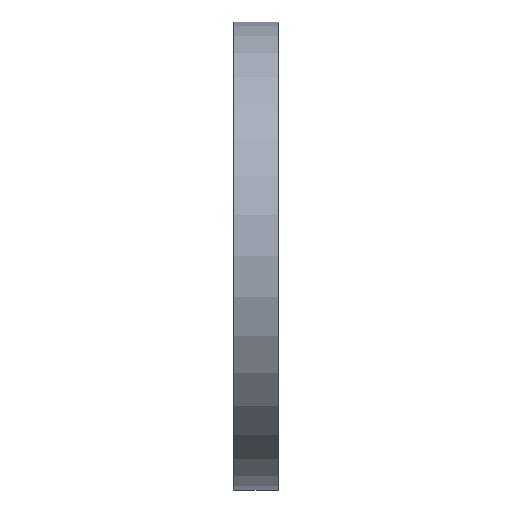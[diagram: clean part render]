
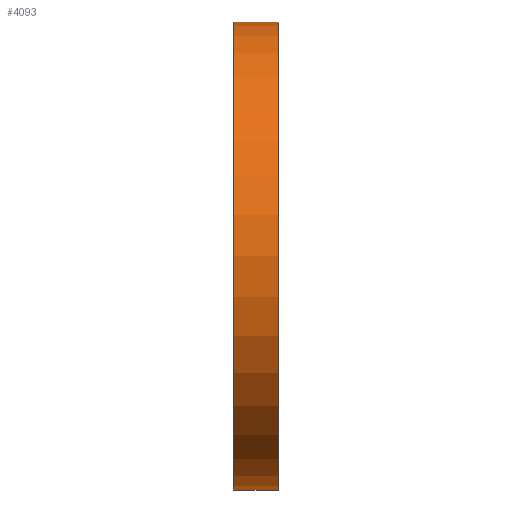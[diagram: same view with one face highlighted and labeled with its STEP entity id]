
A CAD part, left-side view. The second image highlights one B-rep face of the part: STEP entity #4093.
In plain terms, the highlighted cylindrical face has radius 126.6 mm (diameter 253.2 mm), a partial arc.
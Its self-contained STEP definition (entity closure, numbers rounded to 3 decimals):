
#694 = CARTESIAN_POINT ( 'NONE',  ( 0., 0.3, 126.6 ) ) ;
#842 = CARTESIAN_POINT ( 'NONE',  ( 0., 24.3, 126.6 ) ) ;
#856 = CARTESIAN_POINT ( 'NONE',  ( 0., 24.3, -126.6 ) ) ;
#866 = CARTESIAN_POINT ( 'NONE',  ( 0., 0.3, -126.6 ) ) ;
#2172 = CARTESIAN_POINT ( 'NONE',  ( 0., -10.137, -126.6 ) ) ;
#2173 = CIRCLE ( 'NONE', #2184, 126.6 ) ;
#2177 = CYLINDRICAL_SURFACE ( 'NONE', #2226, 126.6 ) ;
#2182 = DIRECTION ( 'NONE',  ( 0., -1., 0. ) ) ;
#2183 = VECTOR ( 'NONE', #2182, 1000. ) ;
#2184 = AXIS2_PLACEMENT_3D ( 'NONE', #2206, #2205, #2185 ) ;
#2185 = DIRECTION ( 'NONE',  ( 0., 0., 1. ) ) ;
#2189 = LINE ( 'NONE', #2172, #2183 ) ;
#2192 = CIRCLE ( 'NONE', #2212, 126.6 ) ;
#2202 = DIRECTION ( 'NONE',  ( 0., -1., 0. ) ) ;
#2204 = DIRECTION ( 'NONE',  ( 0., 0., -1. ) ) ;
#2205 = DIRECTION ( 'NONE',  ( 0., 1., 0. ) ) ;
#2206 = CARTESIAN_POINT ( 'NONE',  ( 0., 0.3, 0. ) ) ;
#2211 = DIRECTION ( 'NONE',  ( 0., 0., -1. ) ) ;
#2212 = AXIS2_PLACEMENT_3D ( 'NONE', #2222, #2202, #2211 ) ;
#2218 = DIRECTION ( 'NONE',  ( 0., -1., 0. ) ) ;
#2219 = CARTESIAN_POINT ( 'NONE',  ( 0., -10.137, 0. ) ) ;
#2221 = FACE_OUTER_BOUND ( 'NONE', #4209, .T. ) ;
#2222 = CARTESIAN_POINT ( 'NONE',  ( 0., 24.3, 0. ) ) ;
#2226 = AXIS2_PLACEMENT_3D ( 'NONE', #2219, #2218, #2204 ) ;
#2313 = VECTOR ( 'NONE', #2332, 1000. ) ;
#2321 = CARTESIAN_POINT ( 'NONE',  ( 0., -10.137, 126.6 ) ) ;
#2322 = LINE ( 'NONE', #2321, #2313 ) ;
#2332 = DIRECTION ( 'NONE',  ( 0., -1., 0. ) ) ;
#3075 = VERTEX_POINT ( 'NONE', #694 ) ;
#3174 = VERTEX_POINT ( 'NONE', #866 ) ;
#3178 = VERTEX_POINT ( 'NONE', #842 ) ;
#3196 = VERTEX_POINT ( 'NONE', #856 ) ;
#4093 = ADVANCED_FACE ( 'NONE', ( #2221 ), #2177, .T. ) ;
#4094 = EDGE_CURVE ( 'NONE', #3178, #3196, #2192, .T. ) ;
#4095 = ORIENTED_EDGE ( 'NONE', *, *, #4187, .F. ) ;
#4099 = EDGE_CURVE ( 'NONE', #3196, #3174, #2189, .T. ) ;
#4104 = EDGE_CURVE ( 'NONE', #3174, #3075, #2173, .T. ) ;
#4119 = ORIENTED_EDGE ( 'NONE', *, *, #4094, .T. ) ;
#4187 = EDGE_CURVE ( 'NONE', #3178, #3075, #2322, .T. ) ;
#4197 = ORIENTED_EDGE ( 'NONE', *, *, #4104, .T. ) ;
#4198 = ORIENTED_EDGE ( 'NONE', *, *, #4099, .T. ) ;
#4209 = EDGE_LOOP ( 'NONE', ( #4095, #4119, #4198, #4197 ) ) ;
